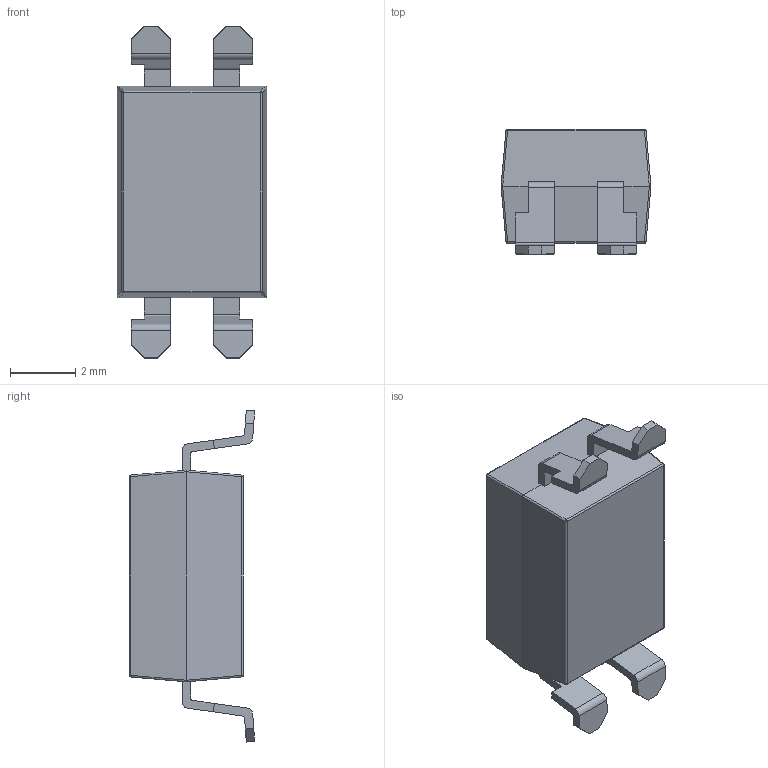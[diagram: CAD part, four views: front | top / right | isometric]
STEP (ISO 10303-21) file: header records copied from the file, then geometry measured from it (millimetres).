
FILE_DESCRIPTION (( 'STEP AP214' ), '1' );
FILE_NAME ('LTV-817S.STEP', '2016-01-26T01:43:58', ( '' ), ( '' ), 'SwSTEP 2.0', 'SolidWorks 2015', '' );
FILE_SCHEMA (( 'AUTOMOTIVE_DESIGN' ));
Length unit declared in the file: millimetre
Products named in the file (1): LTV-817S
Bounding box: 4.6 x 3.85 x 10.2 mm (x, y, z)
Volume: 102.3 mm3; surface area: 162.5 mm2
Topology: 1 solids, 1 shells, 105 faces, 282 edges, 172 vertices
Faces by surface type: plane 63, cylinder 34, sphere 8
Entity records: 3987 total; most frequent: CARTESIAN_POINT 564, ORIENTED_EDGE 548, DIRECTION 542, EDGE_CURVE 274, LINE 210, VECTOR 210, VERTEX_POINT 172, AXIS2_PLACEMENT_3D 166
